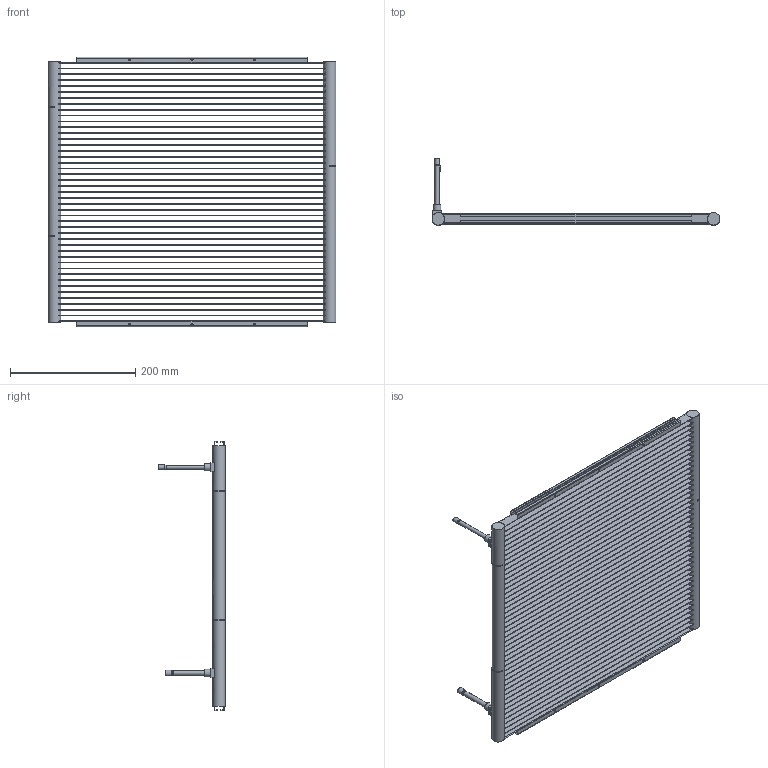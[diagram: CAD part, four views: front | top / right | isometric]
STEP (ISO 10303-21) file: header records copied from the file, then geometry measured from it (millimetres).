
FILE_DESCRIPTION(('TFLEX Exchange Step'),'2;1');
FILE_NAME('RC-1200.stp', '2023-04-05T11:01:57+03:00',('EXT0102'),('Unknown organisation'),'TFLEX Exchange 2022.1','T-FLEX CAD','Unknown authorisation');
FILE_SCHEMA( ('AUTOMOTIVE_DESIGN { 1 0 10303 214 1 1 1 1 }') );
Length unit declared in the file: millimetre
Products named in the file (1): Nodes
Bounding box: 460 x 106.5 x 431.3 mm (x, y, z)
Volume: 688187.7 mm3; surface area: 751917.6 mm2
Topology: 1 solids, 1 shells, 290 faces, 1120 edges, 761 vertices
Faces by surface type: plane 243, cylinder 41, cone 6
Full cylindrical faces by diameter (mm): 3.2 x12, 4.95 x1, 5 x1, 6.35 x2, 6.54 x1, 7 x1, 7.75 x1, 7.94 x2, 8 x1, 9.34 x1, 12 x2, 20 x2
Entity records: 14851 total; most frequent: CARTESIAN_POINT 5004, ORIENTED_EDGE 2240, DIRECTION 2023, EDGE_CURVE 1120, VERTEX_POINT 761, AXIS2_PLACEMENT_3D 710, VECTOR 603, LINE 603
